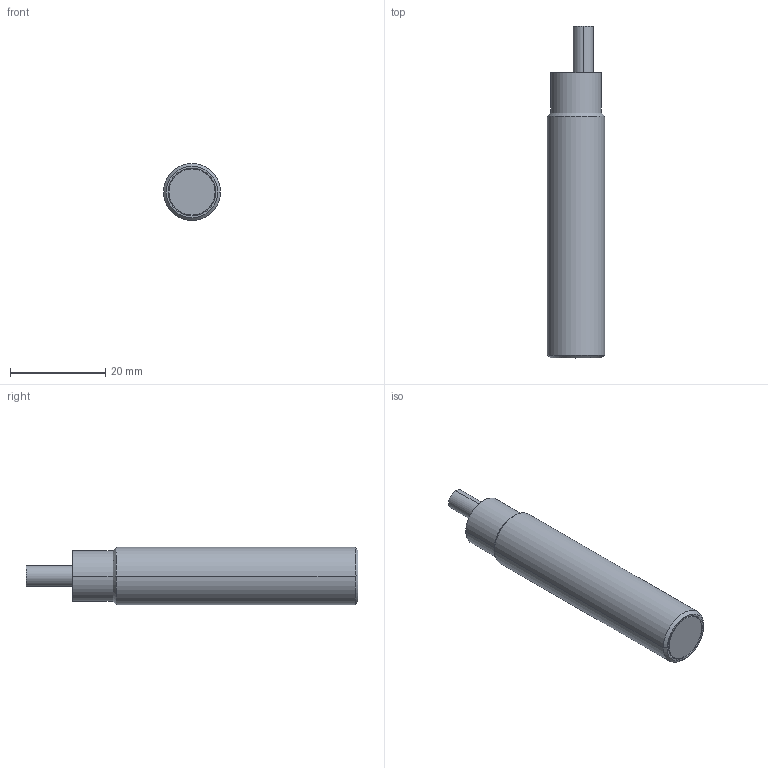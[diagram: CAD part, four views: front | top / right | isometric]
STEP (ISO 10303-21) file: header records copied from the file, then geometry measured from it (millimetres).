
FILE_DESCRIPTION((''),'2;1');
FILE_NAME('DM_CAD-6602_SW0001','2019-02-22T',('creinig-se'),(''),'PRO/ENGINEER BY PARAMETRIC TECHNOLOGY CORPORATION, 2015440','PRO/ENGINEER BY PARAMETRIC TECHNOLOGY CORPORATION, 2015440','');
FILE_SCHEMA(('CONFIG_CONTROL_DESIGN'));
Length unit declared in the file: millimetre
Products named in the file (1): DM_CAD-6602_SW0001
Bounding box: 12 x 69.8 x 12 mm (x, y, z)
Volume: 6669.5 mm3; surface area: 3044.5 mm2
Topology: 1 solids, 2 shells, 35 faces, 125 edges, 148 vertices
Faces by surface type: cylinder 16, cone 12, plane 7
Entity records: 1721 total; most frequent: DIRECTION 259, CARTESIAN_POINT 207, ORIENTED_EDGE 148, AXIS2_PLACEMENT_3D 98, PRESENTATION_STYLE_ASSIGNMENT 87, STYLED_ITEM 87, EDGE_CURVE 74, VECTOR 63
